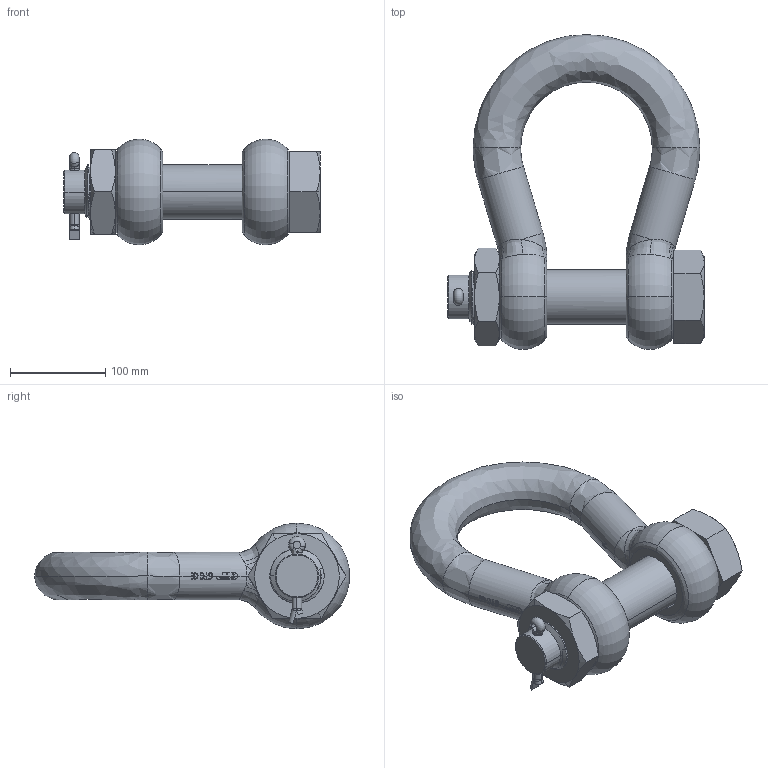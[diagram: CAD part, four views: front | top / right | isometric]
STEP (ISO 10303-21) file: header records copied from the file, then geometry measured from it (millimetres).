
FILE_DESCRIPTION(('STEP AP214'),'1');
FILE_NAME('gpghmb50.stp','2017-03-31T06:06:30',('TraceParts'),('TraceParts S.A.'),'Spatial InterOp 3D',' ',' ');
FILE_SCHEMA(('automotive_design'));
Length unit declared in the file: millimetre
Products named in the file (4): gpghmb50_1; gpghmb50_2; gpghmb50_3; gpghmb50_4
Bounding box: 269 x 330.6 x 111 mm (x, y, z)
Volume: 2454363.3 mm3; surface area: 241659.2 mm2
Topology: 4 solids, 4 shells, 703 faces, 1938 edges, 1255 vertices
Faces by surface type: bspline 304, plane 243, cylinder 117, cone 28, torus 11
Entity records: 36277 total; most frequent: CARTESIAN_POINT 21126, ORIENTED_EDGE 3860, DIRECTION 2007, EDGE_CURVE 1930, VERTEX_POINT 1255, LINE 873, VECTOR 873, EDGE_LOOP 731
